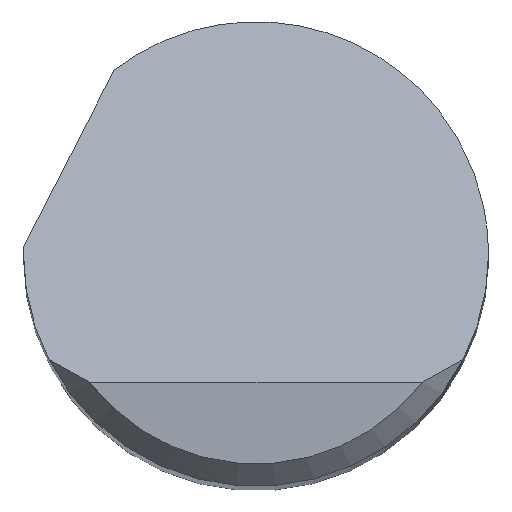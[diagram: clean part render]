
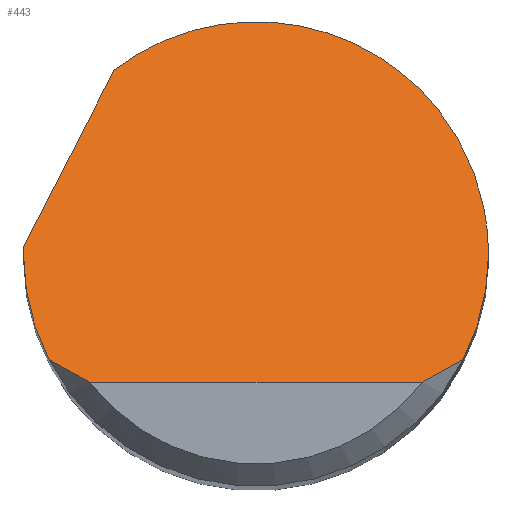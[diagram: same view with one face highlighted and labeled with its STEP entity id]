
A CAD part, top view. The second image highlights one B-rep face of the part: STEP entity #443.
In plain terms, the highlighted planar face has unit normal (0, 0.707, 0.707).
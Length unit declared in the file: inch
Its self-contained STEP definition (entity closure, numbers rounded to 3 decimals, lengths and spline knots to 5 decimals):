
#4 = PLANE ( 'NONE',  #536 ) ;
#7 =( BOUNDED_CURVE ( )  B_SPLINE_CURVE ( 3, ( #225, #519, #186, #223 ),
 .UNSPECIFIED., .F., .T. ) 
 B_SPLINE_CURVE_WITH_KNOTS ( ( 4, 4 ),
 ( 1.5708, 2.04429 ),
 .UNSPECIFIED. ) 
 CURVE ( )  GEOMETRIC_REPRESENTATION_ITEM ( )  RATIONAL_B_SPLINE_CURVE ( ( 1., 0.981, 0.981, 1. ) ) 
 REPRESENTATION_ITEM ( '' )  );
#10 = ORIENTED_EDGE ( 'NONE', *, *, #728, .T. ) ;
#12 = CARTESIAN_POINT ( 'NONE',  ( -0.15041, -0.04909, 2.46284 ) ) ;
#13 = EDGE_CURVE ( 'NONE', #407, #700, #416, .T. ) ;
#21 = CARTESIAN_POINT ( 'NONE',  ( -0.15625, 0., 2.41375 ) ) ;
#22 = EDGE_CURVE ( 'NONE', #84, #389, #328, .T. ) ;
#34 = CARTESIAN_POINT ( 'NONE',  ( -0.13906, -0.07125, 2.485 ) ) ;
#37 = DIRECTION ( 'NONE',  ( 1., 0., 0. ) ) ;
#45 = VERTEX_POINT ( 'NONE', #419 ) ;
#82 = EDGE_CURVE ( 'NONE', #407, #465, #90, .T. ) ;
#84 = VERTEX_POINT ( 'NONE', #94 ) ;
#90 = B_SPLINE_CURVE_WITH_KNOTS ( 'NONE', 3,
 ( #34, #265, #534, #201 ),
 .UNSPECIFIED., .F., .F.,
 ( 4, 4 ),
 ( 0., 0.00088 ),
 .UNSPECIFIED. ) ;
#94 = CARTESIAN_POINT ( 'NONE',  ( 0.11186, -0.08625, 2.5 ) ) ;
#101 = LINE ( 'NONE', #546, #684 ) ;
#106 = ORIENTED_EDGE ( 'NONE', *, *, #13, .F. ) ;
#115 =( BOUNDED_CURVE ( )  B_SPLINE_CURVE ( 3, ( #418, #248, #468, #364 ),
 .UNSPECIFIED., .F., .F. ) 
 B_SPLINE_CURVE_WITH_KNOTS ( ( 4, 4 ),
 ( 4.71239, 4.74439 ),
 .UNSPECIFIED. ) 
 CURVE ( )  GEOMETRIC_REPRESENTATION_ITEM ( )  RATIONAL_B_SPLINE_CURVE ( ( 1., 1., 1., 1. ) ) 
 REPRESENTATION_ITEM ( '' )  );
#128 = CARTESIAN_POINT ( 'NONE',  ( 0.11186, -0.08625, 2.5 ) ) ;
#134 = CARTESIAN_POINT ( 'NONE',  ( -0.09521, 0.12389, 2.28986 ) ) ;
#147 = CARTESIAN_POINT ( 'NONE',  ( -0.11186, -0.08625, 2.5 ) ) ;
#174 = CARTESIAN_POINT ( 'NONE',  ( -0.15625, -0.02489, 2.43864 ) ) ;
#176 = DIRECTION ( 'NONE',  ( 0.341, 0.665, -0.665 ) ) ;
#186 = CARTESIAN_POINT ( 'NONE',  ( 0.15041, -0.04909, 2.46284 ) ) ;
#201 = CARTESIAN_POINT ( 'NONE',  ( -0.11186, -0.08625, 2.5 ) ) ;
#204 = ORIENTED_EDGE ( 'NONE', *, *, #643, .F. ) ;
#212 = VERTEX_POINT ( 'NONE', #266 ) ;
#217 = ORIENTED_EDGE ( 'NONE', *, *, #257, .F. ) ;
#223 = CARTESIAN_POINT ( 'NONE',  ( 0.13906, -0.07125, 2.485 ) ) ;
#225 = CARTESIAN_POINT ( 'NONE',  ( 0.15625, 0., 2.41375 ) ) ;
#237 = CARTESIAN_POINT ( 'NONE',  ( 0.13035, -0.07657, 2.49032 ) ) ;
#248 = CARTESIAN_POINT ( 'NONE',  ( -0.15625, 0.00167, 2.41208 ) ) ;
#257 = EDGE_CURVE ( 'NONE', #45, #212, #101, .T. ) ;
#265 = CARTESIAN_POINT ( 'NONE',  ( -0.13035, -0.07657, 2.49032 ) ) ;
#266 = CARTESIAN_POINT ( 'NONE',  ( -0.09521, 0.12389, 2.28986 ) ) ;
#285 = CARTESIAN_POINT ( 'NONE',  ( 0.13906, -0.07125, 2.485 ) ) ;
#297 =( BOUNDED_CURVE ( )  B_SPLINE_CURVE ( 3, ( #134, #355, #362, #577 ),
 .UNSPECIFIED., .F., .T. ) 
 B_SPLINE_CURVE_WITH_KNOTS ( ( 4, 4 ),
 ( 5.62792, 7.85398 ),
 .UNSPECIFIED. ) 
 CURVE ( )  GEOMETRIC_REPRESENTATION_ITEM ( )  RATIONAL_B_SPLINE_CURVE ( ( 1., 0.628, 0.628, 1. ) ) 
 REPRESENTATION_ITEM ( '' )  );
#310 = CARTESIAN_POINT ( 'NONE',  ( 0.15625, 0., 2.41375 ) ) ;
#328 = B_SPLINE_CURVE_WITH_KNOTS ( 'NONE', 3,
 ( #128, #387, #237, #457 ),
 .UNSPECIFIED., .F., .F.,
 ( 4, 4 ),
 ( 0., 0.00088 ),
 .UNSPECIFIED. ) ;
#331 = ORIENTED_EDGE ( 'NONE', *, *, #376, .F. ) ;
#343 = FACE_OUTER_BOUND ( 'NONE', #473, .T. ) ;
#355 = CARTESIAN_POINT ( 'NONE',  ( 0.02277, 0.21456, 2.19919 ) ) ;
#362 = CARTESIAN_POINT ( 'NONE',  ( 0.15625, 0.1488, 2.26495 ) ) ;
#364 = CARTESIAN_POINT ( 'NONE',  ( -0.15617, 0.005, 2.40875 ) ) ;
#376 = EDGE_CURVE ( 'NONE', #600, #389, #7, .T. ) ;
#377 = ORIENTED_EDGE ( 'NONE', *, *, #22, .T. ) ;
#382 = VECTOR ( 'NONE', #37, 39.37008 ) ;
#387 = CARTESIAN_POINT ( 'NONE',  ( 0.12131, -0.0816, 2.49535 ) ) ;
#389 = VERTEX_POINT ( 'NONE', #285 ) ;
#402 = ORIENTED_EDGE ( 'NONE', *, *, #658, .F. ) ;
#407 = VERTEX_POINT ( 'NONE', #513 ) ;
#416 =( BOUNDED_CURVE ( )  B_SPLINE_CURVE ( 3, ( #635, #12, #174, #21 ),
 .UNSPECIFIED., .F., .T. ) 
 B_SPLINE_CURVE_WITH_KNOTS ( ( 4, 4 ),
 ( 4.23889, 4.71239 ),
 .UNSPECIFIED. ) 
 CURVE ( )  GEOMETRIC_REPRESENTATION_ITEM ( )  RATIONAL_B_SPLINE_CURVE ( ( 1., 0.981, 0.981, 1. ) ) 
 REPRESENTATION_ITEM ( '' )  );
#418 = CARTESIAN_POINT ( 'NONE',  ( -0.15625, 0., 2.41375 ) ) ;
#419 = CARTESIAN_POINT ( 'NONE',  ( -0.15617, 0.005, 2.40875 ) ) ;
#443 = ADVANCED_FACE ( 'NONE', ( #343 ), #4, .F. ) ;
#445 = CARTESIAN_POINT ( 'NONE',  ( -0.15625, -0.08625, 2.5 ) ) ;
#457 = CARTESIAN_POINT ( 'NONE',  ( 0.13906, -0.07125, 2.485 ) ) ;
#460 = ORIENTED_EDGE ( 'NONE', *, *, #82, .T. ) ;
#465 = VERTEX_POINT ( 'NONE', #147 ) ;
#468 = CARTESIAN_POINT ( 'NONE',  ( -0.15622, 0.00333, 2.41042 ) ) ;
#473 = EDGE_LOOP ( 'NONE', ( #10, #377, #331, #204, #217, #402, #106, #460 ) ) ;
#485 = LINE ( 'NONE', #488, #382 ) ;
#488 = CARTESIAN_POINT ( 'NONE',  ( 0., -0.08625, 2.5 ) ) ;
#502 = CARTESIAN_POINT ( 'NONE',  ( -0.15625, 0., 2.41375 ) ) ;
#513 = CARTESIAN_POINT ( 'NONE',  ( -0.13906, -0.07125, 2.485 ) ) ;
#519 = CARTESIAN_POINT ( 'NONE',  ( 0.15625, -0.02489, 2.43864 ) ) ;
#523 = DIRECTION ( 'NONE',  ( 0., -0.707, -0.707 ) ) ;
#534 = CARTESIAN_POINT ( 'NONE',  ( -0.12131, -0.0816, 2.49535 ) ) ;
#536 = AXIS2_PLACEMENT_3D ( 'NONE', #445, #523, #672 ) ;
#546 = CARTESIAN_POINT ( 'NONE',  ( -0.19753, -0.07567, 2.48942 ) ) ;
#577 = CARTESIAN_POINT ( 'NONE',  ( 0.15625, 0., 2.41375 ) ) ;
#600 = VERTEX_POINT ( 'NONE', #310 ) ;
#635 = CARTESIAN_POINT ( 'NONE',  ( -0.13906, -0.07125, 2.485 ) ) ;
#643 = EDGE_CURVE ( 'NONE', #212, #600, #297, .T. ) ;
#658 = EDGE_CURVE ( 'NONE', #700, #45, #115, .T. ) ;
#672 = DIRECTION ( 'NONE',  ( 0., 0.707, -0.707 ) ) ;
#684 = VECTOR ( 'NONE', #176, 39.37008 ) ;
#700 = VERTEX_POINT ( 'NONE', #502 ) ;
#728 = EDGE_CURVE ( 'NONE', #465, #84, #485, .T. ) ;
